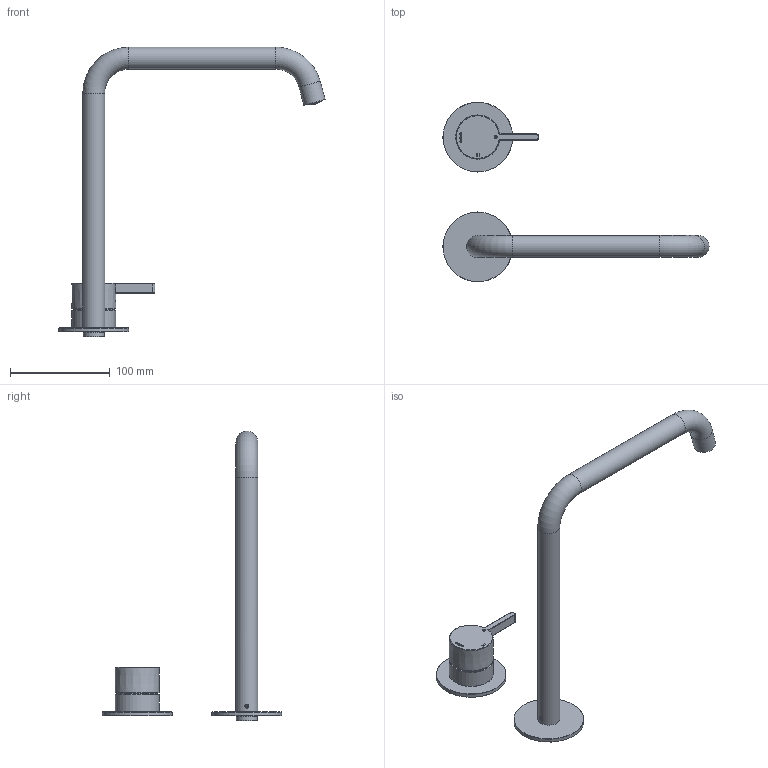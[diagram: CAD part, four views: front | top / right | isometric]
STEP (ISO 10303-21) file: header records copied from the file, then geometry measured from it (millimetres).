
FILE_DESCRIPTION(/* description */ ('Unknown'),/* implementation_level */ '2;1');
FILE_NAME(/* name */ 'AC023H-00',/* time_stamp */ '2023-09-26T17:00:51+02:00',/* author */ ('Unknown'),/* organization */ ('Unknown'),/* preprocessor_version */ 'ST-DEVELOPER v18.102',/* originating_system */ 'Solid Edge',/* authorisation */ 'Unknown');
FILE_SCHEMA (('AUTOMOTIVE_DESIGN {1 0 10303 214 3 1 1}'));
Length unit declared in the file: millimetre
Products named in the file (16): AC023H-00; CW023-03_oa_0; CW023-002_oa_1; CW023-02; AC023H-001; CB004-11; AC023H-01; AC023-03; AC023-01; CB003-002; CB003-002-1; CB003-002-2; CB003-002-3; CB003-002-4; AC023-002_oa_2; AC023-04
Assembly tree (15 placements, depth 3):
  AC023H-00
    CW023-03_oa_0
    CW023-002_oa_1
      CW023-02
    AC023H-001
      CB004-11
      AC023H-01
    AC023-03
    AC023-01
    CB003-002
      CB003-002-1
      CB003-002-2
      CB003-002-3
      CB003-002-4
    AC023-002_oa_2
      AC023-04
Bounding box: 266.82 x 180 x 290.29 mm (x, y, z)
Volume: 107348.7 mm3; surface area: 103984.7 mm2
Topology: 11 solids, 11 shells, 436 faces, 1046 edges, 658 vertices
Faces by surface type: plane 192, cylinder 91, bspline 66, cone 44, torus 41, sphere 2
Full cylindrical faces by diameter (mm): 3.242 x1, 4 x1, 4.2 x1, 8.5 x1, 11.027 x2, 12.159 x1, 12.196 x1, 12.45 x1, 13.464 x1, 14 x1, 14.577 x1, 15.033 x1, 15.218 x1, 15.229 x1, 16 x1, 16.5 x2, 18 x4, 18.75 x1, 21 x1, 22 x3, 22.2 x1, 25 x1, 30.376 x1, 34.5 x1, 36.2 x1, 38.6 x2, 39.2 x1, 39.917 x1, 41 x2, 42.3 x1
Entity records: 15277 total; most frequent: CARTESIAN_POINT 3378, DIRECTION 1840, ORIENTED_EDGE 1774, EDGE_CURVE 887, AXIS2_PLACEMENT_3D 707, VERTEX_POINT 628, FACE_BOUND 605, EDGE_LOOP 601
